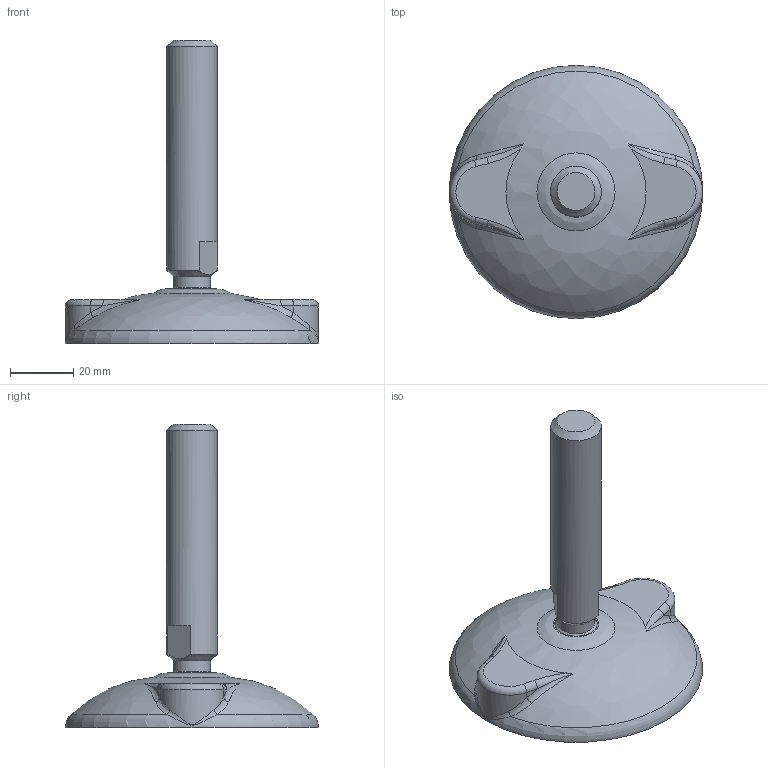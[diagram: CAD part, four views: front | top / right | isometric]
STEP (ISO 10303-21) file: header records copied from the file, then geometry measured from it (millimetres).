
FILE_DESCRIPTION(/* description */ ('PIEDE SNODATO D.80X97 M16'),/* implementation_level */ '2;1');
FILE_NAME(/* name */ 'CPDSN0000039.stp',/* time_stamp */ '2024-08-07T11:17:42+02:00',/* author */ ('tecnico4'),/* organization */ (''),/* preprocessor_version */ 'ST-DEVELOPER v18.1',/* originating_system */ 'Autodesk Inventor 2022',/* authorisation */ '');
FILE_SCHEMA (('AUTOMOTIVE_DESIGN { 1 0 10303 214 3 1 1 }'));
Length unit declared in the file: millimetre
Products named in the file (3): CPDSN0000039; 440000009286; 440000009285
Assembly tree (2 placements, depth 2):
  CPDSN0000039
    440000009286
    440000009285
Bounding box: 80 x 80 x 95.97 mm (x, y, z)
Volume: 71150 mm3; surface area: 18080 mm2
Topology: 2 solids, 2 shells, 51 faces, 123 edges, 75 vertices
Faces by surface type: bspline 16, plane 13, cylinder 12, cone 4, torus 3, sphere 3
Full cylindrical faces by diameter (mm): 9 x2, 11.7 x1, 13.416 x1, 16 x1, 16.971 x1
Entity records: 2066 total; most frequent: CARTESIAN_POINT 861, ORIENTED_EDGE 238, DIRECTION 218, EDGE_CURVE 119, AXIS2_PLACEMENT_3D 95, VERTEX_POINT 75, CIRCLE 55, EDGE_LOOP 54
